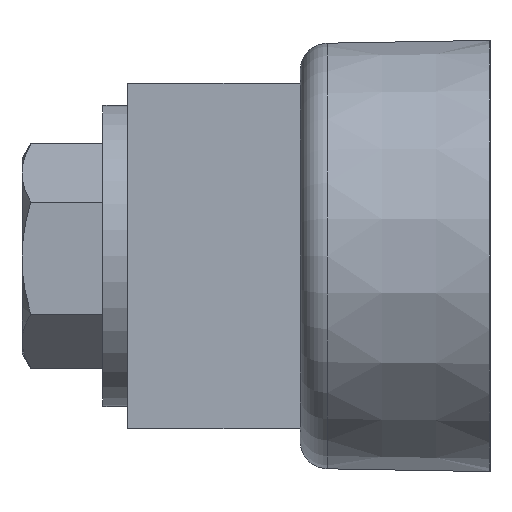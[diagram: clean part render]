
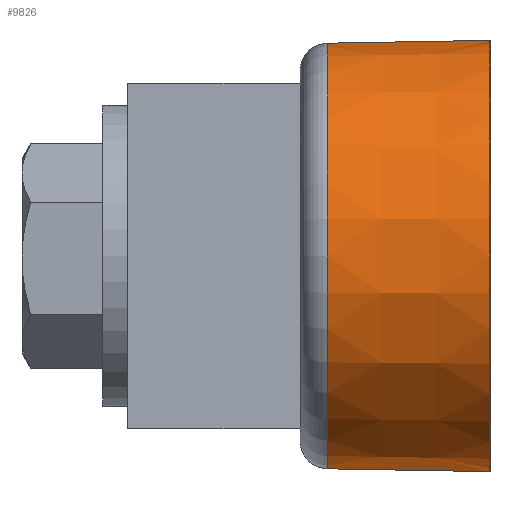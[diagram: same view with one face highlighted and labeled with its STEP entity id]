
A CAD part, left-side view. The second image highlights one B-rep face of the part: STEP entity #9826.
In plain terms, the highlighted conical face has half-angle 1 degrees and reference radius 15.875 mm.
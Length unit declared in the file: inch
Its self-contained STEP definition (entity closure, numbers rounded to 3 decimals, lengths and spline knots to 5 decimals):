
#390 = CARTESIAN_POINT ( 'NONE',  ( -2.375, 0., 0.625 ) ) ;
#421 = DIRECTION ( 'NONE',  ( 0., 0., 1. ) ) ;
#2253 = LINE ( 'NONE', #8932, #5773 ) ;
#2256 = CARTESIAN_POINT ( 'NONE',  ( -2.375, 0., -0.625 ) ) ;
#2677 = EDGE_CURVE ( 'NONE', #5257, #3172, #20813, .T. ) ;
#3172 = VERTEX_POINT ( 'NONE', #390 ) ;
#3175 = EDGE_CURVE ( 'NONE', #9988, #3172, #2253, .T. ) ;
#3948 = ORIENTED_EDGE ( 'NONE', *, *, #19705, .T. ) ;
#4059 = LINE ( 'NONE', #15566, #19690 ) ;
#4390 = EDGE_CURVE ( 'NONE', #5100, #5257, #4059, .T. ) ;
#4761 = AXIS2_PLACEMENT_3D ( 'NONE', #5449, #7310, #421 ) ;
#4866 = ORIENTED_EDGE ( 'NONE', *, *, #4390, .T. ) ;
#5100 = VERTEX_POINT ( 'NONE', #20985 ) ;
#5257 = VERTEX_POINT ( 'NONE', #2256 ) ;
#5449 = CARTESIAN_POINT ( 'NONE',  ( -2.375, 0., 0. ) ) ;
#5773 = VECTOR ( 'NONE', #7065, 39.37008 ) ;
#7065 = DIRECTION ( 'NONE',  ( 0., -1., 0.017 ) ) ;
#7252 = AXIS2_PLACEMENT_3D ( 'NONE', #17701, #14526, #12983 ) ;
#7310 = DIRECTION ( 'NONE',  ( 0., 1., 0. ) ) ;
#8104 = AXIS2_PLACEMENT_3D ( 'NONE', #13784, #18801, #12146 ) ;
#8932 = CARTESIAN_POINT ( 'NONE',  ( -2.375, 0., 0.625 ) ) ;
#9826 = ADVANCED_FACE ( 'NONE', ( #16448 ), #17179, .T. ) ;
#9988 = VERTEX_POINT ( 'NONE', #12680 ) ;
#12146 = DIRECTION ( 'NONE',  ( 0., 0., 1. ) ) ;
#12346 = EDGE_LOOP ( 'NONE', ( #16895, #3948, #4866, #14383 ) ) ;
#12680 = CARTESIAN_POINT ( 'NONE',  ( -2.375, 0.4714, 0.61677 ) ) ;
#12983 = DIRECTION ( 'NONE',  ( 0., 0., -1. ) ) ;
#13713 = DIRECTION ( 'NONE',  ( 0., -1., -0.017 ) ) ;
#13784 = CARTESIAN_POINT ( 'NONE',  ( -2.375, 0., 0. ) ) ;
#14263 = CIRCLE ( 'NONE', #7252, 0.61677 ) ;
#14383 = ORIENTED_EDGE ( 'NONE', *, *, #2677, .T. ) ;
#14526 = DIRECTION ( 'NONE',  ( 0., -1., 0. ) ) ;
#15566 = CARTESIAN_POINT ( 'NONE',  ( -2.375, 0., -0.625 ) ) ;
#16448 = FACE_OUTER_BOUND ( 'NONE', #12346, .T. ) ;
#16895 = ORIENTED_EDGE ( 'NONE', *, *, #3175, .F. ) ;
#17179 = CONICAL_SURFACE ( 'NONE', #8104, 0.625, 0.017 ) ;
#17701 = CARTESIAN_POINT ( 'NONE',  ( -2.375, 0.4714, 0. ) ) ;
#18801 = DIRECTION ( 'NONE',  ( 0., -1., 0. ) ) ;
#19690 = VECTOR ( 'NONE', #13713, 39.37008 ) ;
#19705 = EDGE_CURVE ( 'NONE', #9988, #5100, #14263, .T. ) ;
#20813 = CIRCLE ( 'NONE', #4761, 0.625 ) ;
#20985 = CARTESIAN_POINT ( 'NONE',  ( -2.375, 0.4714, -0.61677 ) ) ;
